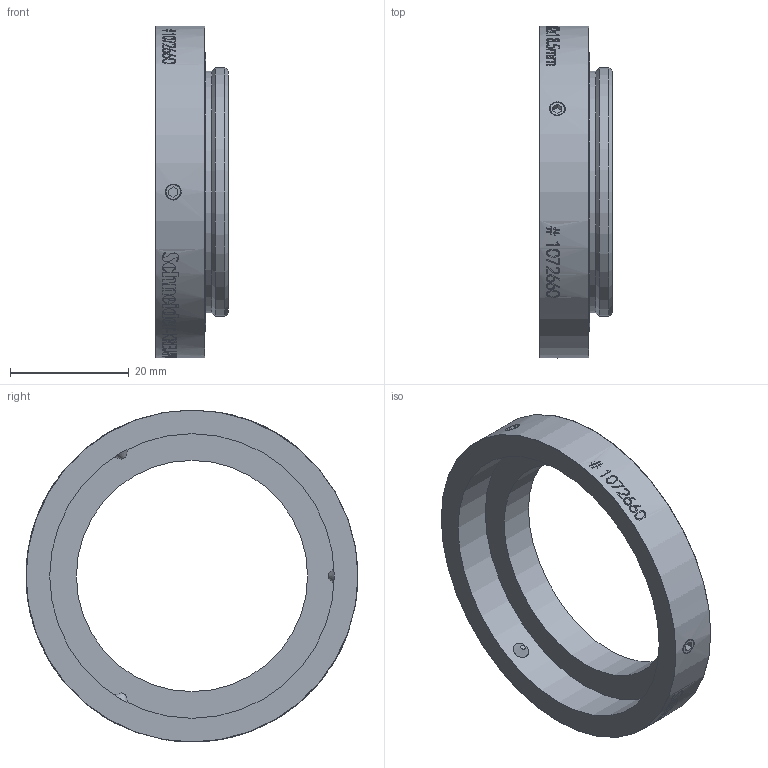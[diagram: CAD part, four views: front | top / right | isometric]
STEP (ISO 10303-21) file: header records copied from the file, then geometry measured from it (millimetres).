
FILE_DESCRIPTION(/* description */ (''),/* implementation_level */ '2;1');
FILE_NAME(/* name */ '1072660_00167171_001.stp',/* time_stamp */ '2022-04-25T10:05:36+02:00',/* author */ (''),/* organization */ (''),/* preprocessor_version */ 'ST-DEVELOPER v16',/* originating_system */ 'SIEMENS PLM Software NX 10.0',/* authorisation */ '');
FILE_SCHEMA (('AP203_CONFIGURATION_CONTROLLED_3D_DESIGN_OF_MECHANICAL_PARTS_AND_ASSEMBLIES_MIM_LF { 1 0 10303 403 2 1 2}'));
Length unit declared in the file: millimetre
Products named in the file (1): Froe2874D6B9vqp6
Bounding box: 12.3 x 56 x 56 mm (x, y, z)
Volume: 7239.5 mm3; surface area: 7742.7 mm2
Topology: 1 solids, 2 shells, 123 faces, 534 edges, 493 vertices
Faces by surface type: cylinder 83, plane 32, cone 8
Full cylindrical faces by diameter (mm): 39 x1, 40.8 x1, 42 x1, 47 x1, 48 x1, 56 x2
Entity records: 7400 total; most frequent: CARTESIAN_POINT 3527, ORIENTED_EDGE 1013, EDGE_CURVE 509, VERTEX_POINT 485, B_SPLINE_CURVE_WITH_KNOTS 428, DIRECTION 356, EDGE_LOOP 225, AXIS2_PLACEMENT_3D 151
